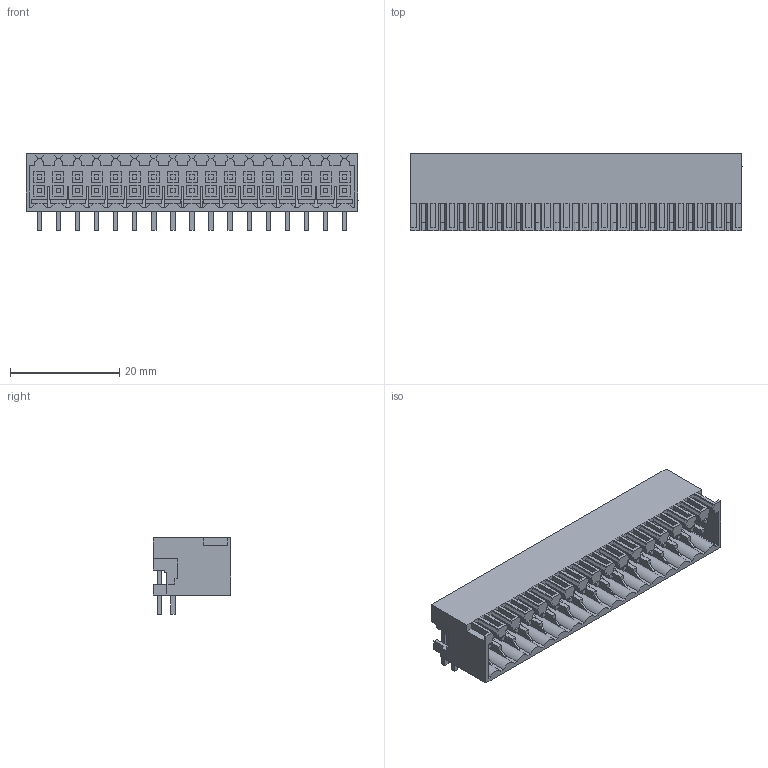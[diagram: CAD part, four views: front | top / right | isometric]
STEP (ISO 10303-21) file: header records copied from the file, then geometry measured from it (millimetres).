
FILE_DESCRIPTION(('CATIA V5 STEP Exchange','CAx-IF Rec.Pracs.--- Model Styling and Organization---1.4--- 2014-01-23'),'2;1');
FILE_NAME ('D1455057_0_1727970000_1727970000.stp','2019-02-21T15:09:44+00:00',('none'),('Weidmueller'),'CATIA Version 5-6 Release 2016 SP3 HF44','CATIA V5 STEP AP214','none');
FILE_SCHEMA(('AUTOMOTIVE_DESIGN { 1 0 10303 214 1 1 1 1 }'));
Length unit declared in the file: millimetre
Products named in the file (1): 1727970000
Bounding box: 60.9 x 14.2 x 14 mm (x, y, z)
Volume: 4139 mm3; surface area: 8953.8 mm2
Topology: 1 solids, 1 shells, 1584 faces, 4699 edges, 3218 vertices
Faces by surface type: plane 1550, cylinder 34
Entity records: 49918 total; most frequent: ORIENTED_EDGE 9398, CARTESIAN_POINT 8789, DIRECTION 6441, EDGE_CURVE 4699, VECTOR 4597, LINE 4597, VERTEX_POINT 3218, EDGE_LOOP 1685
